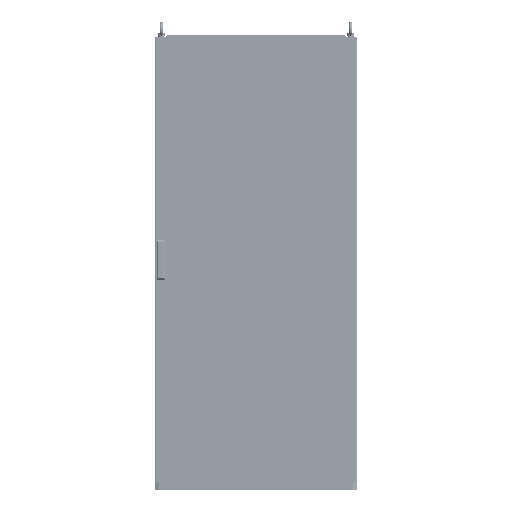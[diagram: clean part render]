
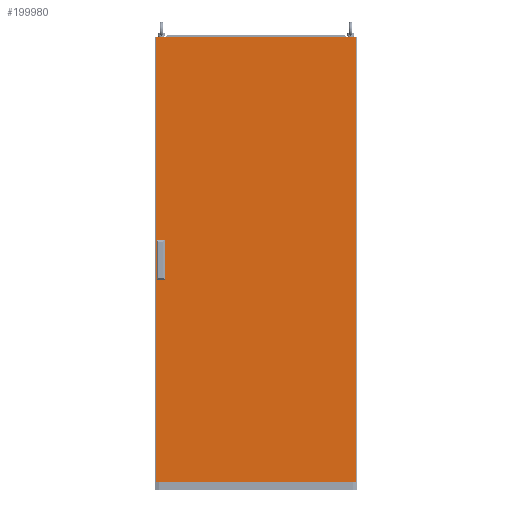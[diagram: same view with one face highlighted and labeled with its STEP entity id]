
A CAD part, top view. The second image highlights one B-rep face of the part: STEP entity #199980.
In plain terms, the highlighted planar face has unit normal (0, 0, 1).
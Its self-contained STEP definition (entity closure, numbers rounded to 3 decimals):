
#1578 = CARTESIAN_POINT ( 'NONE',  ( 397., 897., 0. ) ) ;
#6580 = FACE_BOUND ( 'NONE', #300236, .T. ) ;
#8146 = DIRECTION ( 'NONE',  ( 0., 0., 1. ) ) ;
#11800 = DIRECTION ( 'NONE',  ( 0., -1., 0. ) ) ;
#11887 = CARTESIAN_POINT ( 'NONE',  ( -397., 897., 0. ) ) ;
#15300 = VERTEX_POINT ( 'NONE', #147725 ) ;
#18946 = EDGE_CURVE ( 'NONE', #203729, #224843, #46578, .T. ) ;
#24744 = VERTEX_POINT ( 'NONE', #114765 ) ;
#26315 = VECTOR ( 'NONE', #113533, 1000. ) ;
#27983 = ORIENTED_EDGE ( 'NONE', *, *, #269126, .F. ) ;
#34207 = DIRECTION ( 'NONE',  ( -1., 0., 0. ) ) ;
#34237 = EDGE_CURVE ( 'NONE', #15300, #305733, #249657, .T. ) ;
#34248 = LINE ( 'NONE', #202896, #170777 ) ;
#34896 = EDGE_CURVE ( 'NONE', #293270, #115942, #34248, .T. ) ;
#37383 = LINE ( 'NONE', #282990, #280447 ) ;
#37773 = CARTESIAN_POINT ( 'NONE',  ( -365.7, 88.5, 0. ) ) ;
#38152 = AXIS2_PLACEMENT_3D ( 'NONE', #300311, #8146, #106136 ) ;
#40305 = LINE ( 'NONE', #85351, #290744 ) ;
#41376 = ORIENTED_EDGE ( 'NONE', *, *, #232309, .T. ) ;
#42893 = VECTOR ( 'NONE', #51669, 1000. ) ;
#46520 = CARTESIAN_POINT ( 'NONE',  ( 397., 897., 0. ) ) ;
#46578 = LINE ( 'NONE', #77010, #226391 ) ;
#51669 = DIRECTION ( 'NONE',  ( 0., 1., 0. ) ) ;
#52390 = VERTEX_POINT ( 'NONE', #102362 ) ;
#54582 = LINE ( 'NONE', #227935, #246896 ) ;
#57899 = VERTEX_POINT ( 'NONE', #230959 ) ;
#59672 = DIRECTION ( 'NONE',  ( 1., 0., 0. ) ) ;
#71504 = LINE ( 'NONE', #215993, #282103 ) ;
#71848 = DIRECTION ( 'NONE',  ( 0., -1., 0. ) ) ;
#77010 = CARTESIAN_POINT ( 'NONE',  ( -397., -870., 0. ) ) ;
#79040 = ORIENTED_EDGE ( 'NONE', *, *, #203880, .F. ) ;
#85351 = CARTESIAN_POINT ( 'NONE',  ( -365.7, -61.5, 0. ) ) ;
#88924 = ORIENTED_EDGE ( 'NONE', *, *, #271612, .F. ) ;
#94396 = EDGE_CURVE ( 'NONE', #224843, #144001, #260091, .T. ) ;
#96254 = VECTOR ( 'NONE', #71848, 1000. ) ;
#102362 = CARTESIAN_POINT ( 'NONE',  ( -365.7, -11.5, 0. ) ) ;
#104556 = FACE_OUTER_BOUND ( 'NONE', #248838, .T. ) ;
#106136 = DIRECTION ( 'NONE',  ( 1., 0., 0. ) ) ;
#108418 = DIRECTION ( 'NONE',  ( 0., -1., 0. ) ) ;
#113533 = DIRECTION ( 'NONE',  ( -1., 0., 0. ) ) ;
#114765 = CARTESIAN_POINT ( 'NONE',  ( -365.7, -61.5, 0. ) ) ;
#115583 = EDGE_CURVE ( 'NONE', #52390, #293270, #120954, .T. ) ;
#115942 = VERTEX_POINT ( 'NONE', #139830 ) ;
#120954 = LINE ( 'NONE', #221904, #207431 ) ;
#126011 = CARTESIAN_POINT ( 'NONE',  ( -397., -870., 0. ) ) ;
#129544 = ORIENTED_EDGE ( 'NONE', *, *, #34237, .F. ) ;
#139830 = CARTESIAN_POINT ( 'NONE',  ( -390.7, -61.5, 0. ) ) ;
#141194 = VECTOR ( 'NONE', #264840, 1000. ) ;
#141232 = ORIENTED_EDGE ( 'NONE', *, *, #217890, .T. ) ;
#144001 = VERTEX_POINT ( 'NONE', #1578 ) ;
#147725 = CARTESIAN_POINT ( 'NONE',  ( -390.7, 88.5, 0. ) ) ;
#158475 = CARTESIAN_POINT ( 'NONE',  ( -365.7, 88.5, 0. ) ) ;
#166295 = DIRECTION ( 'NONE',  ( 1., 0., 0. ) ) ;
#170777 = VECTOR ( 'NONE', #11800, 1000. ) ;
#174958 = DIRECTION ( 'NONE',  ( 1., 0., 0. ) ) ;
#175324 = LINE ( 'NONE', #252257, #42893 ) ;
#179350 = CARTESIAN_POINT ( 'NONE',  ( -390.7, 38.5, 0. ) ) ;
#196806 = ORIENTED_EDGE ( 'NONE', *, *, #243339, .F. ) ;
#199980 = ADVANCED_FACE ( 'NONE', ( #228071, #6580, #104556 ), #256884, .T. ) ;
#200589 = ORIENTED_EDGE ( 'NONE', *, *, #241837, .F. ) ;
#202896 = CARTESIAN_POINT ( 'NONE',  ( -390.7, -61.5, 0. ) ) ;
#203729 = VERTEX_POINT ( 'NONE', #126011 ) ;
#203880 = EDGE_CURVE ( 'NONE', #115942, #24744, #40305, .T. ) ;
#206477 = ORIENTED_EDGE ( 'NONE', *, *, #18946, .T. ) ;
#207431 = VECTOR ( 'NONE', #270039, 1000. ) ;
#215993 = CARTESIAN_POINT ( 'NONE',  ( -365.7, 38.5, 0. ) ) ;
#217890 = EDGE_CURVE ( 'NONE', #144001, #228484, #37383, .T. ) ;
#221904 = CARTESIAN_POINT ( 'NONE',  ( -365.7, -11.5, 0. ) ) ;
#224843 = VERTEX_POINT ( 'NONE', #273579 ) ;
#226391 = VECTOR ( 'NONE', #174958, 1000. ) ;
#227935 = CARTESIAN_POINT ( 'NONE',  ( -365.7, -61.5, 0. ) ) ;
#228071 = FACE_BOUND ( 'NONE', #234506, .T. ) ;
#228484 = VERTEX_POINT ( 'NONE', #11887 ) ;
#230959 = CARTESIAN_POINT ( 'NONE',  ( -365.7, 38.5, 0. ) ) ;
#232309 = EDGE_CURVE ( 'NONE', #228484, #203729, #238831, .T. ) ;
#234506 = EDGE_LOOP ( 'NONE', ( #129544, #196806, #88924, #200589 ) ) ;
#234720 = ORIENTED_EDGE ( 'NONE', *, *, #115583, .F. ) ;
#238831 = LINE ( 'NONE', #290130, #96254 ) ;
#241041 = CARTESIAN_POINT ( 'NONE',  ( -390.7, -11.5, 0. ) ) ;
#241837 = EDGE_CURVE ( 'NONE', #305733, #57899, #71504, .T. ) ;
#243339 = EDGE_CURVE ( 'NONE', #310415, #15300, #283593, .T. ) ;
#246896 = VECTOR ( 'NONE', #255133, 1000. ) ;
#248838 = EDGE_LOOP ( 'NONE', ( #41376, #206477, #306244, #141232 ) ) ;
#249657 = LINE ( 'NONE', #299424, #262853 ) ;
#252257 = CARTESIAN_POINT ( 'NONE',  ( -365.7, 38.5, 0. ) ) ;
#255133 = DIRECTION ( 'NONE',  ( 0., 1., 0. ) ) ;
#256884 = PLANE ( 'NONE',  #38152 ) ;
#260091 = LINE ( 'NONE', #46520, #141194 ) ;
#262853 = VECTOR ( 'NONE', #108418, 1000. ) ;
#264840 = DIRECTION ( 'NONE',  ( 0., 1., 0. ) ) ;
#269126 = EDGE_CURVE ( 'NONE', #24744, #52390, #54582, .T. ) ;
#270039 = DIRECTION ( 'NONE',  ( -1., 0., 0. ) ) ;
#271612 = EDGE_CURVE ( 'NONE', #57899, #310415, #175324, .T. ) ;
#273579 = CARTESIAN_POINT ( 'NONE',  ( 397., -870., 0. ) ) ;
#280447 = VECTOR ( 'NONE', #34207, 1000. ) ;
#282103 = VECTOR ( 'NONE', #166295, 1000. ) ;
#282990 = CARTESIAN_POINT ( 'NONE',  ( -397., 897., 0. ) ) ;
#283593 = LINE ( 'NONE', #158475, #26315 ) ;
#290130 = CARTESIAN_POINT ( 'NONE',  ( -397., 897., 0. ) ) ;
#290744 = VECTOR ( 'NONE', #59672, 1000. ) ;
#293270 = VERTEX_POINT ( 'NONE', #241041 ) ;
#299424 = CARTESIAN_POINT ( 'NONE',  ( -390.7, 38.5, 0. ) ) ;
#300236 = EDGE_LOOP ( 'NONE', ( #317644, #234720, #27983, #79040 ) ) ;
#300311 = CARTESIAN_POINT ( 'NONE',  ( 0., 0., 0. ) ) ;
#305733 = VERTEX_POINT ( 'NONE', #179350 ) ;
#306244 = ORIENTED_EDGE ( 'NONE', *, *, #94396, .T. ) ;
#310415 = VERTEX_POINT ( 'NONE', #37773 ) ;
#317644 = ORIENTED_EDGE ( 'NONE', *, *, #34896, .F. ) ;
